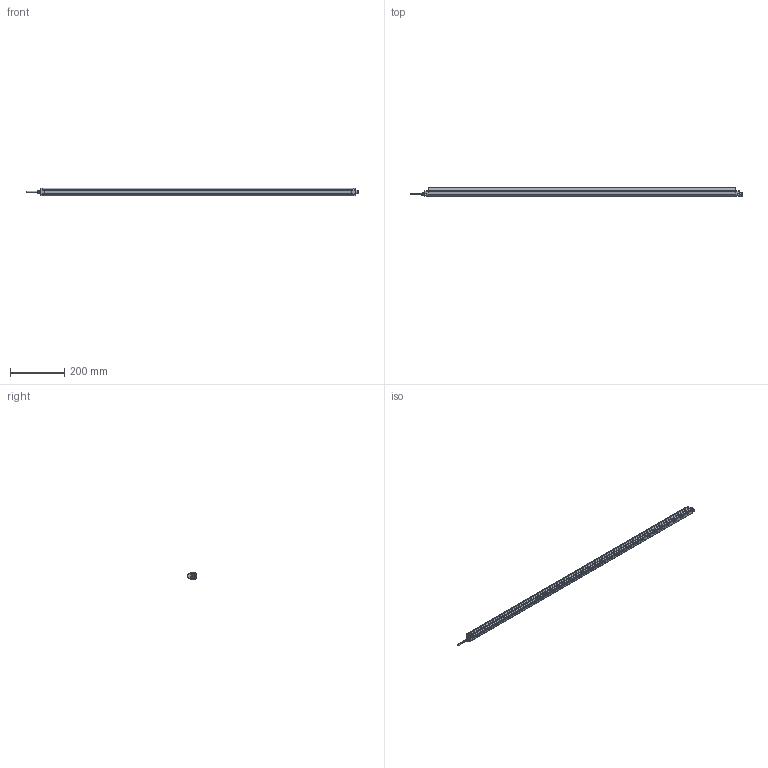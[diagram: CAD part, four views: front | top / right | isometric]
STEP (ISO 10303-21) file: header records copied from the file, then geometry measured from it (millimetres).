
FILE_DESCRIPTION((''),'2;1');
FILE_NAME('167028_SW','2012-09-04T',('banengservice'),('BANNER ENGINEERING'),'PRO/ENGINEER BY PARAMETRIC TECHNOLOGY CORPORATION, 2009141','PRO/ENGINEER BY PARAMETRIC TECHNOLOGY CORPORATION, 2009141','');
FILE_SCHEMA(('CONFIG_CONTROL_DESIGN'));
Length unit declared in the file: inch
Products named in the file (1): 167028_SW
Bounding box: 1222.5 x 32.19 x 28 mm (x, y, z)
Volume: 501286.9 mm3; surface area: 308014.4 mm2
Topology: 2 solids, 2 shells, 992 faces, 2499 edges, 1516 vertices
Faces by surface type: plane 308, cylinder 297, bspline 142, cone 135, torus 94, sphere 16
Entity records: 45621 total; most frequent: CARTESIAN_POINT 22554, ORIENTED_EDGE 4982, DIRECTION 4722, EDGE_CURVE 2491, AXIS2_PLACEMENT_3D 1838, VERTEX_POINT 1516, VECTOR 1046, LINE 1046
